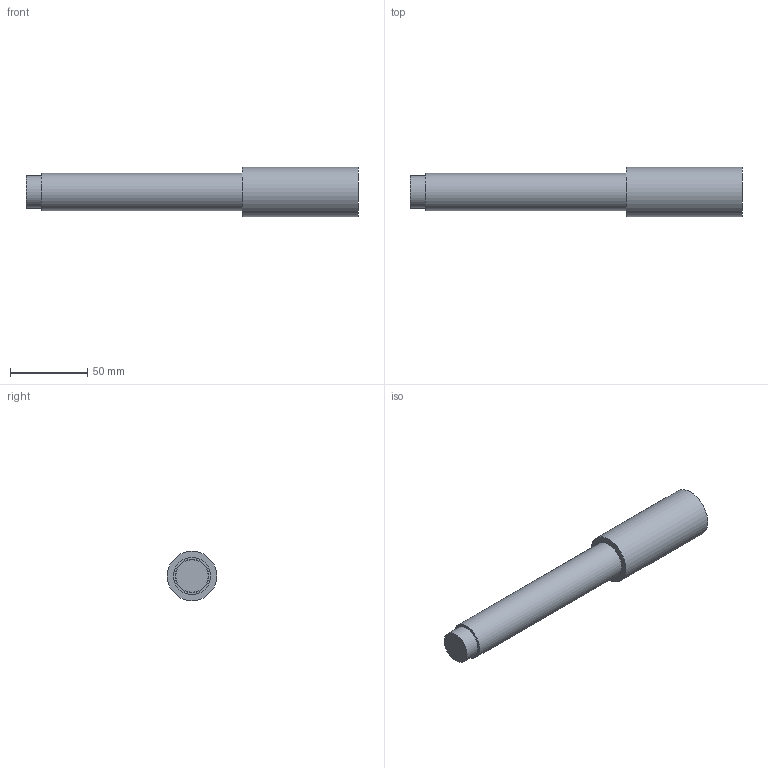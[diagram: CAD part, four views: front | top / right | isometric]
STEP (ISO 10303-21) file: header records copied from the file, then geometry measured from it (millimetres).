
FILE_DESCRIPTION(/* description */ ('Unknown'),/* implementation_level */ '2;1');
FILE_NAME(/* name */ '28341000',/* time_stamp */ '2022-09-08T05:37:56+02:00',/* author */ ('Unknown'),/* organization */ ('GROHE AG'),/* preprocessor_version */ 'ST-DEVELOPER v16.7',/* originating_system */ 'DEX',/* authorisation */ $);
FILE_SCHEMA (('AUTOMOTIVE_DESIGN {1 0 10303 214 3 1 1}'));
Length unit declared in the file: millimetre
Products named in the file (3): 28341000; id46
Assembly tree (2 placements, depth 2):
  28341000
    28341000
    id46
Bounding box: 215 x 32 x 32 mm (x, y, z)
Volume: 119129.2 mm3; surface area: 19981.8 mm2
Topology: 1 solids, 2 shells, 8 faces, 10 edges, 7 vertices
Faces by surface type: plane 5, cylinder 3
Full cylindrical faces by diameter (mm): 20.96 x1, 24 x1, 32 x1
Entity records: 231 total; most frequent: DIRECTION 36, CARTESIAN_POINT 25, AXIS2_PLACEMENT_3D 18, ORIENTED_EDGE 13, EDGE_LOOP 13, FACE_BOUND 13, ADVANCED_FACE 8, EDGE_CURVE 7
